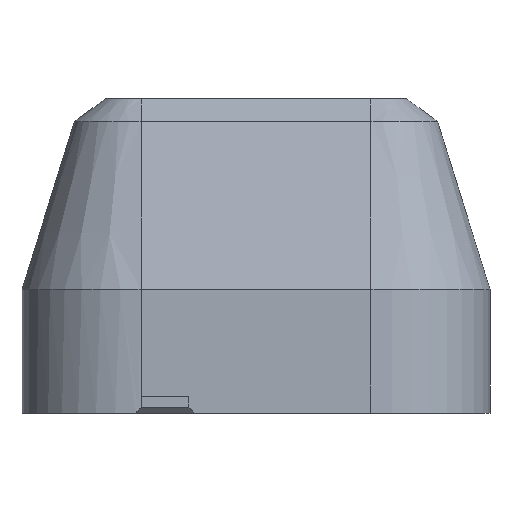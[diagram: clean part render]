
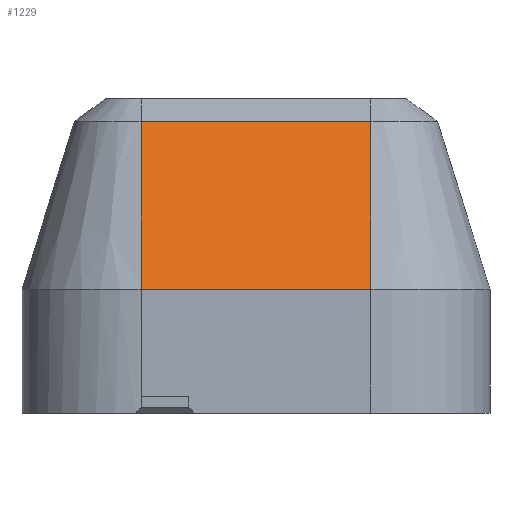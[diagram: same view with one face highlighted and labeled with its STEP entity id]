
A CAD part, front view. The second image highlights one B-rep face of the part: STEP entity #1229.
In plain terms, the highlighted planar face has unit normal (0, -0.955, 0.298).
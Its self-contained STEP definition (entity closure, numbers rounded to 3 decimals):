
#48=PLANE('',#1330);
#111=FACE_OUTER_BOUND('',#182,.T.);
#182=EDGE_LOOP('',(#1067,#1068,#1069,#1070));
#333=LINE('',#3596,#436);
#354=LINE('',#5138,#457);
#364=LINE('',#5164,#467);
#366=LINE('',#5169,#469);
#436=VECTOR('',#1495,10.);
#457=VECTOR('',#1548,10.);
#467=VECTOR('',#1576,10.);
#469=VECTOR('',#1582,10.);
#568=VERTEX_POINT('',#3593);
#569=VERTEX_POINT('',#3595);
#580=VERTEX_POINT('',#5125);
#584=VERTEX_POINT('',#5137);
#712=EDGE_CURVE('',#569,#568,#333,.T.);
#745=EDGE_CURVE('',#580,#584,#354,.T.);
#759=EDGE_CURVE('',#584,#568,#364,.T.);
#762=EDGE_CURVE('',#569,#580,#366,.T.);
#1067=ORIENTED_EDGE('',*,*,#745,.F.);
#1068=ORIENTED_EDGE('',*,*,#762,.F.);
#1069=ORIENTED_EDGE('',*,*,#712,.T.);
#1070=ORIENTED_EDGE('',*,*,#759,.F.);
#1229=ADVANCED_FACE('',(#111),#48,.T.);
#1330=AXIS2_PLACEMENT_3D('',#5168,#1580,#1581);
#1495=DIRECTION('',(1.,0.,0.));
#1548=DIRECTION('',(1.,0.,0.));
#1576=DIRECTION('',(0.,-0.298,-0.954));
#1580=DIRECTION('center_axis',(0.,-0.954,0.298));
#1581=DIRECTION('ref_axis',(0.,-0.298,-0.954));
#1582=DIRECTION('',(0.,0.298,0.954));
#3593=CARTESIAN_POINT('',(58.6,0.,20.8));
#3595=CARTESIAN_POINT('',(20.,0.,20.8));
#3596=CARTESIAN_POINT('',(19.65,0.,20.8));
#5125=CARTESIAN_POINT('',(20.,8.807,48.982));
#5137=CARTESIAN_POINT('',(58.6,8.807,48.982));
#5138=CARTESIAN_POINT('',(29.475,8.807,48.982));
#5164=CARTESIAN_POINT('',(58.6,10.,52.8));
#5168=CARTESIAN_POINT('Origin',(19.65,5.,36.8));
#5169=CARTESIAN_POINT('',(20.,0.,20.8));
